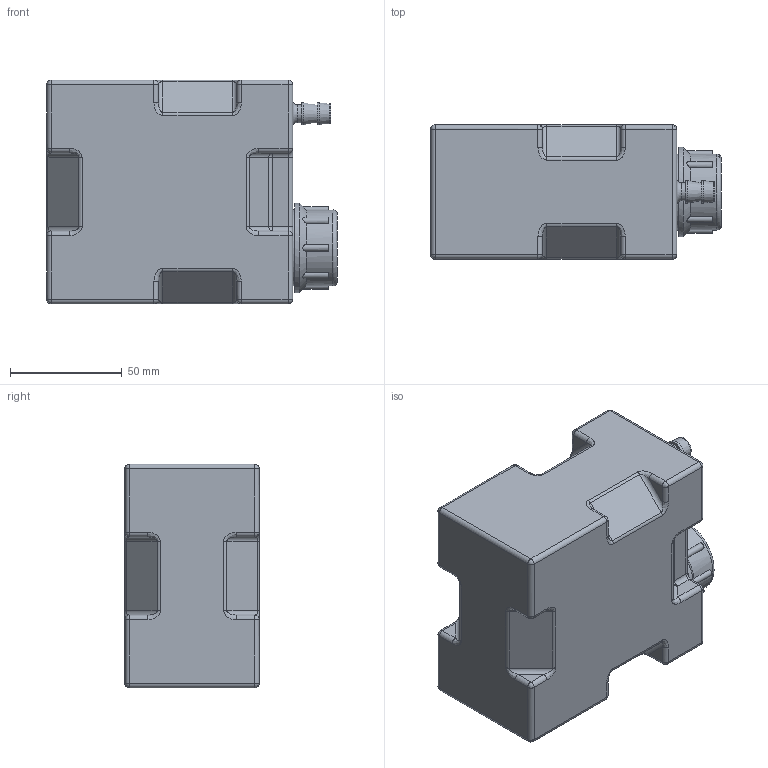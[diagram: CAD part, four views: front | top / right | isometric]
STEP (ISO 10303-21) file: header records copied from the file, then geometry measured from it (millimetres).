
FILE_DESCRIPTION((''),'2;1');
FILE_NAME('6286411939.stp','2015-09-23T16:47:57',('Ji��'),(''),'Autodesk Inventor 2012','Autodesk Inventor 2012','');
FILE_SCHEMA(('AUTOMOTIVE_DESIGN { 1 0 10303 214 1 1 1 1 }'));
Length unit declared in the file: millimetre
Products named in the file (1): 6286411939
Bounding box: 130 x 60 x 100 mm (x, y, z)
Volume: 47809.4 mm3; surface area: 95225.7 mm2
Topology: 1 solids, 1 shells, 411 faces, 923 edges, 513 vertices
Faces by surface type: cylinder 200, plane 81, bspline 56, sphere 56, torus 12, cone 6
Full cylindrical faces by diameter (mm): 6 x1, 7 x1, 8 x1, 9 x1, 10 x2, 32 x2, 34 x2, 38 x1, 40 x1
Entity records: 12450 total; most frequent: CARTESIAN_POINT 3514, DIRECTION 2046, ORIENTED_EDGE 1726, EDGE_CURVE 863, AXIS2_PLACEMENT_3D 835, VERTEX_POINT 487, EDGE_LOOP 444, FACE_OUTER_BOUND 411
